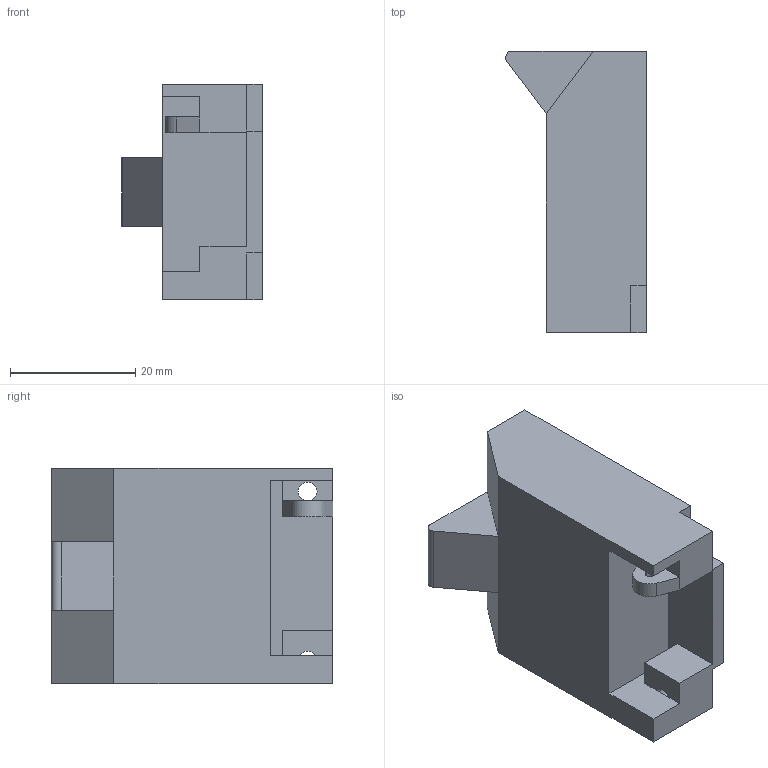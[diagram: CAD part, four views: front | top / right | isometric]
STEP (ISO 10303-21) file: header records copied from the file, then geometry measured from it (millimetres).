
FILE_DESCRIPTION (( 'STEP AP203' ), '1' );
FILE_NAME ('Finger 2(Mirror).STEP', '2024-07-11T18:30:19', ( '微软用户' ), ( '微软中国' ), 'SwSTEP 2.0', 'SolidWorks 2023', '' );
FILE_SCHEMA (( 'CONFIG_CONTROL_DESIGN' ));
Length unit declared in the file: millimetre
Products named in the file (1): Finger 2(Mirror)
Bounding box: 22.5 x 45 x 34.5 mm (x, y, z)
Volume: 20852.5 mm3; surface area: 6322.8 mm2
Topology: 1 solids, 1 shells, 39 faces, 110 edges, 71 vertices
Faces by surface type: plane 31, cylinder 8
Entity records: 1321 total; most frequent: CARTESIAN_POINT 218, ORIENTED_EDGE 216, DIRECTION 206, EDGE_CURVE 108, VECTOR 90, LINE 90, VERTEX_POINT 70, AXIS2_PLACEMENT_3D 58
